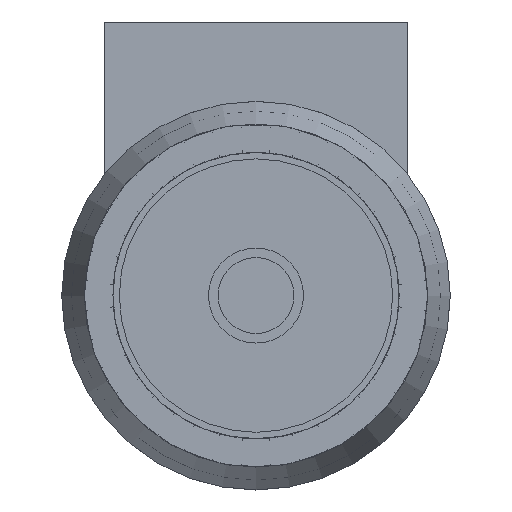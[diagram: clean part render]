
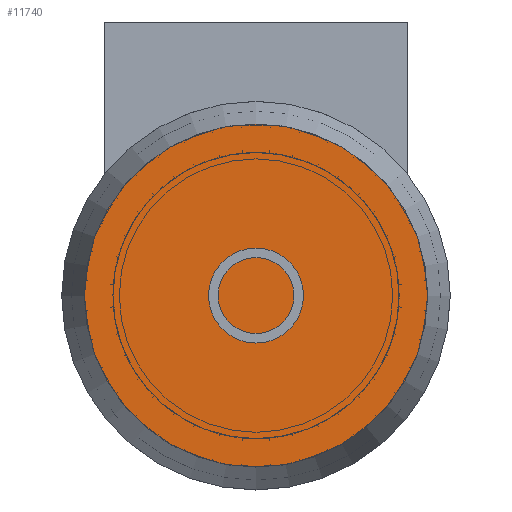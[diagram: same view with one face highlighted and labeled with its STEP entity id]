
A CAD part, top view. The second image highlights one B-rep face of the part: STEP entity #11740.
In plain terms, the highlighted planar face has unit normal (0, 0, 1).
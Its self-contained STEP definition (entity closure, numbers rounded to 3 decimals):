
#1241=PLANE('',#13126);
#1996=FACE_OUTER_BOUND('',#2794,.T.);
#2794=EDGE_LOOP('',(#10759));
#4717=CIRCLE('',#13125,27.091);
#5725=VERTEX_POINT('',#27596);
#7427=EDGE_CURVE('',#5725,#5725,#4717,.T.);
#10759=ORIENTED_EDGE('',*,*,#7427,.T.);
#11740=ADVANCED_FACE('',(#1996),#1241,.T.);
#13125=AXIS2_PLACEMENT_3D('',#27597,#16356,#16357);
#13126=AXIS2_PLACEMENT_3D('',#27599,#16359,#16360);
#16356=DIRECTION('center_axis',(0.,0.,1.));
#16357=DIRECTION('ref_axis',(1.,0.,0.));
#16359=DIRECTION('center_axis',(0.,0.,1.));
#16360=DIRECTION('ref_axis',(1.,0.,0.));
#27596=CARTESIAN_POINT('',(-27.091,0.,1019.5));
#27597=CARTESIAN_POINT('Origin',(0.,0.,1019.5));
#27599=CARTESIAN_POINT('Origin',(0.,0.,1019.5));
